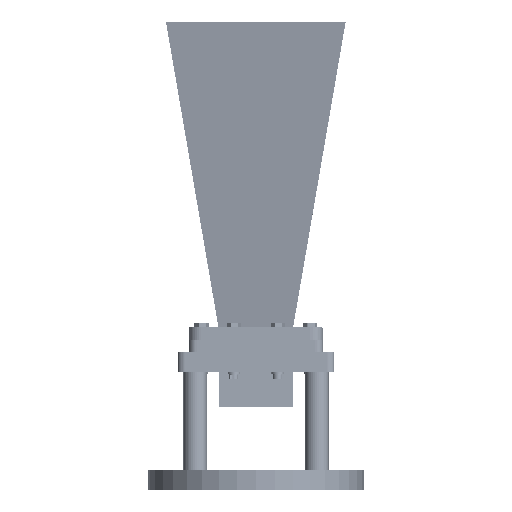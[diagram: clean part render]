
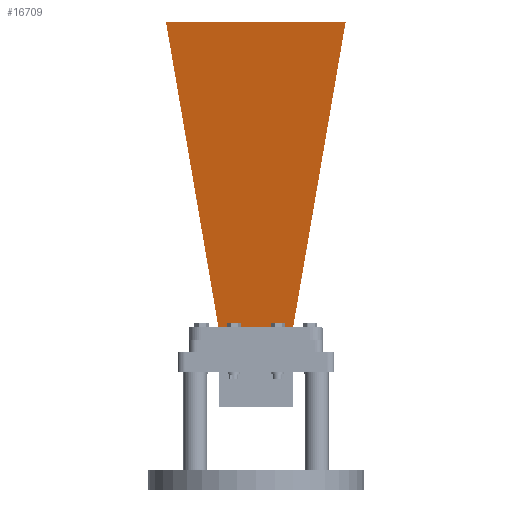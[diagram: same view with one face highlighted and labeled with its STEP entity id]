
A CAD part, top view. The second image highlights one B-rep face of the part: STEP entity #16709.
In plain terms, the highlighted face is planar.
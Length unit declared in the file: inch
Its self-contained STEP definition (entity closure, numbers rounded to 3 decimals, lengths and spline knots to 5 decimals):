
#3624 = CARTESIAN_POINT ( 'NONE',  ( 0.748, -0.373, 0.25 ) ) ;
#4556 = ORIENTED_EDGE ( 'NONE', *, *, #63576, .F. ) ;
#5499 = CARTESIAN_POINT ( 'NONE',  ( 0.748, -0.373, 0.25 ) ) ;
#9660 = ORIENTED_EDGE ( 'NONE', *, *, #22160, .F. ) ;
#11705 = VERTEX_POINT ( 'NONE', #46868 ) ;
#12016 = DIRECTION ( 'NONE',  ( 0.168, -0.149, 0.975 ) ) ;
#12121 = FACE_OUTER_BOUND ( 'NONE', #63461, .T. ) ;
#13859 = CARTESIAN_POINT ( 'NONE',  ( 0.24933, -0.373, 0.25 ) ) ;
#13943 = VECTOR ( 'NONE', #12016, 39.37008 ) ;
#14054 = CARTESIAN_POINT ( 'NONE',  ( 1.80045, -1.30862, 6.371 ) ) ;
#14356 = EDGE_CURVE ( 'NONE', #59521, #23694, #25542, .T. ) ;
#16709 = ADVANCED_FACE ( 'NONE', ( #12121 ), #43038, .F. ) ;
#16974 = DIRECTION ( 'NONE',  ( 1., 0., 0. ) ) ;
#18312 = B_SPLINE_CURVE_WITH_KNOTS ( 'NONE', 3,
 ( #3624, #13859, #24363, #45107 ),
 .UNSPECIFIED., .F., .F.,
 ( 4, 4 ),
 ( 0., 1. ),
 .UNSPECIFIED. ) ;
#22160 = EDGE_CURVE ( 'NONE', #11705, #23694, #26843, .T. ) ;
#23261 = DIRECTION ( 'NONE',  ( 0., 0.151, -0.989 ) ) ;
#23694 = VERTEX_POINT ( 'NONE', #14054 ) ;
#24363 = CARTESIAN_POINT ( 'NONE',  ( -0.24933, -0.373, 0.25 ) ) ;
#25542 = LINE ( 'NONE', #41650, #13943 ) ;
#26843 = LINE ( 'NONE', #31805, #39904 ) ;
#28585 = ORIENTED_EDGE ( 'NONE', *, *, #44815, .F. ) ;
#31286 = DIRECTION ( 'NONE',  ( -0.168, -0.149, 0.975 ) ) ;
#31805 = CARTESIAN_POINT ( 'NONE',  ( -1.802, -1.30862, 6.371 ) ) ;
#34016 = ORIENTED_EDGE ( 'NONE', *, *, #14356, .T. ) ;
#37093 = AXIS2_PLACEMENT_3D ( 'NONE', #58208, #62181, #23261 ) ;
#39904 = VECTOR ( 'NONE', #16974, 39.37008 ) ;
#40538 = CARTESIAN_POINT ( 'NONE',  ( -0.748, -0.373, 0.25 ) ) ;
#41650 = CARTESIAN_POINT ( 'NONE',  ( 0.748, -0.373, 0.25 ) ) ;
#41820 = CARTESIAN_POINT ( 'NONE',  ( -0.748, -0.373, 0.25 ) ) ;
#43038 = PLANE ( 'NONE',  #37093 ) ;
#44815 = EDGE_CURVE ( 'NONE', #58619, #11705, #56996, .T. ) ;
#45107 = CARTESIAN_POINT ( 'NONE',  ( -0.748, -0.373, 0.25 ) ) ;
#46868 = CARTESIAN_POINT ( 'NONE',  ( -1.80045, -1.30862, 6.371 ) ) ;
#56996 = LINE ( 'NONE', #40538, #64308 ) ;
#58208 = CARTESIAN_POINT ( 'NONE',  ( 0., -0.32714, -0.05001 ) ) ;
#58619 = VERTEX_POINT ( 'NONE', #41820 ) ;
#59521 = VERTEX_POINT ( 'NONE', #5499 ) ;
#62181 = DIRECTION ( 'NONE',  ( 0., 0.989, 0.151 ) ) ;
#63461 = EDGE_LOOP ( 'NONE', ( #34016, #9660, #28585, #4556 ) ) ;
#63576 = EDGE_CURVE ( 'NONE', #59521, #58619, #18312, .T. ) ;
#64308 = VECTOR ( 'NONE', #31286, 39.37008 ) ;
